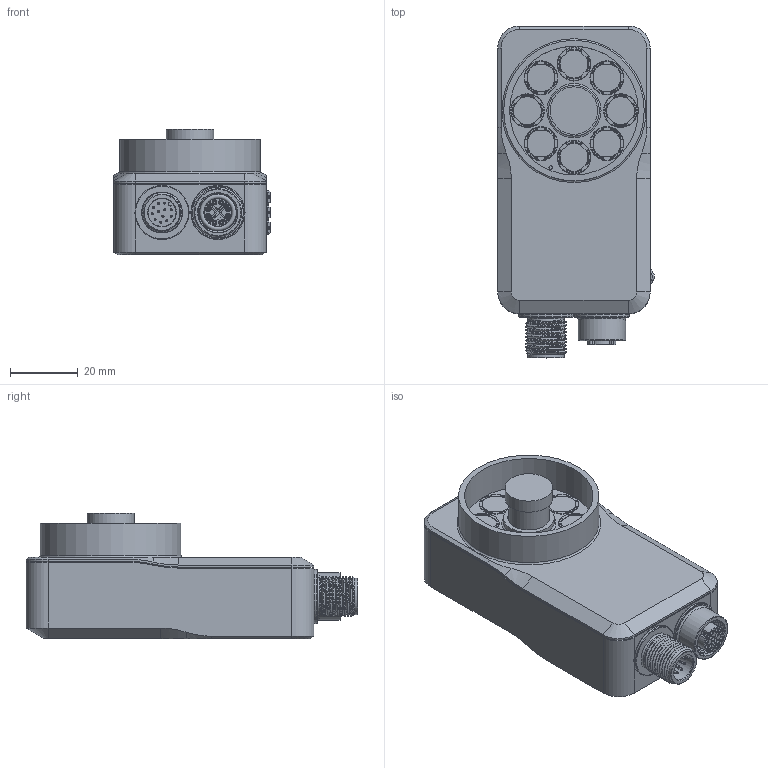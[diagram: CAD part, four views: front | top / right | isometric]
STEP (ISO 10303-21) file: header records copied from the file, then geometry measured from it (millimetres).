
FILE_DESCRIPTION(/* description */ (''),/* implementation_level */ '2;1');
FILE_NAME(/* name */ 'CS 6X.stp',/* time_stamp */ '2019-10-22T14:04:49+02:00',/* author */ ('C. Kuhn'),/* organization */ ('di-soric GmbH & Co. KG'),/* preprocessor_version */ 'ST-DEVELOPER v17.2',/* originating_system */ 'Autodesk Inventor 2019',/* authorisation */ '');
FILE_SCHEMA (('AUTOMOTIVE_DESIGN { 1 0 10303 214 3 1 1 }'));
Products named in the file (1): CS 6X
Bounding box: 46.2 x 98 x 37.1 mm (x, y, z)
Volume: 35517.3 mm3; surface area: 39483.6 mm2
Topology: 1 solids, 1460 shells, 3184 faces, 12116 edges, 10325 vertices
Faces by surface type: plane 1255, cylinder 941, cone 422, torus 346, sphere 130, bspline 90
Full cylindrical faces by diameter (mm): 0.6 x20, 0.65 x8, 0.7 x20, 0.8 x3, 1 x3, 1.24 x8, 1.4 x2, 1.5 x3, 1.8 x4, 2.2 x3, 2.459 x4, 3.3 x3, 4 x4, 5 x4, 8 x3, 8.25 x2, 8.3 x1, 8.4 x1, 8.5 x1, 8.9 x1, 9.05 x1, 9.45 x2, 9.5 x1, 9.6 x2, 9.8 x1, 10 x1, 10.6 x1, 10.7 x1, 10.8 x9, 10.95 x5
Entity records: 162983 total; most frequent: CARTESIAN_POINT 59163, DIRECTION 22565, ORIENTED_EDGE 16800, EDGE_CURVE 11984, VERTEX_POINT 10325, AXIS2_PLACEMENT_3D 8670, LINE 5225, VECTOR 5225
